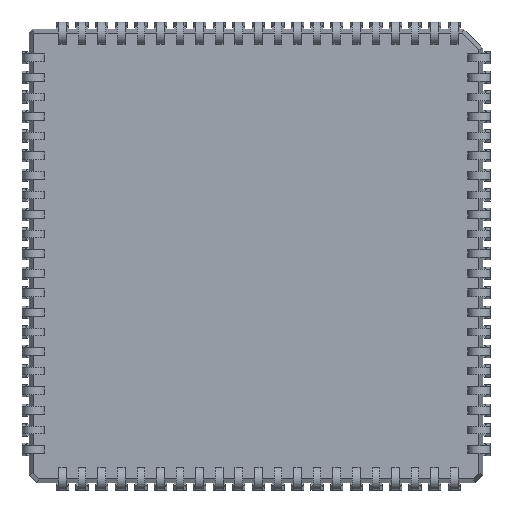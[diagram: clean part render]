
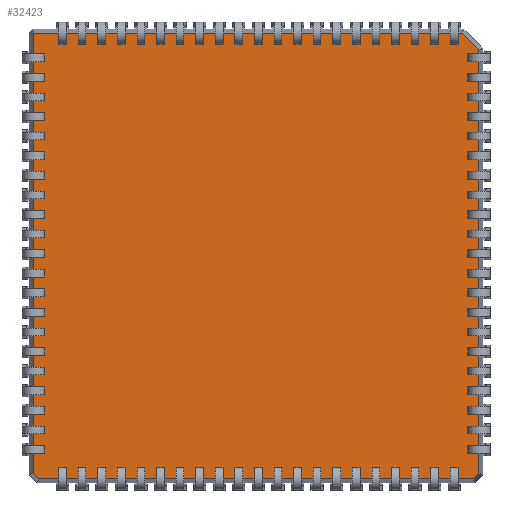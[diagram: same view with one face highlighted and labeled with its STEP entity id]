
A CAD part, front view. The second image highlights one B-rep face of the part: STEP entity #32423.
In plain terms, the highlighted planar face has unit normal (0, -1, 0).
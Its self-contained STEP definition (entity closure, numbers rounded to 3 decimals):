
#16=DIRECTION('',(-0.707,0.,-0.707));
#17=VECTOR('',#16,0.076);
#18=CARTESIAN_POINT('',(-14.401,-2.03,14.455));
#19=LINE('',#18,#17);
#24=DIRECTION('',(-1.,0.,0.));
#25=VECTOR('',#24,27.783);
#26=CARTESIAN_POINT('',(13.381,-2.03,14.455));
#27=LINE('',#26,#25);
#31=DIRECTION('',(-0.707,0.,0.707));
#32=VECTOR('',#31,1.518);
#33=CARTESIAN_POINT('',(14.455,-2.03,13.381));
#34=LINE('',#33,#32);
#38=DIRECTION('',(0.,0.,1.));
#39=VECTOR('',#38,27.483);
#40=CARTESIAN_POINT('',(14.455,-2.03,-14.101));
#41=LINE('',#40,#39);
#45=DIRECTION('',(0.707,0.,0.707));
#46=VECTOR('',#45,0.5);
#47=CARTESIAN_POINT('',(14.101,-2.03,-14.455));
#48=LINE('',#47,#46);
#52=DIRECTION('',(1.,0.,0.));
#53=VECTOR('',#52,28.203);
#54=CARTESIAN_POINT('',(-14.101,-2.03,-14.455));
#55=LINE('',#54,#53);
#59=DIRECTION('',(0.707,0.,-0.707));
#60=VECTOR('',#59,0.5);
#61=CARTESIAN_POINT('',(-14.455,-2.03,-14.101));
#62=LINE('',#61,#60);
#66=DIRECTION('',(0.,0.,-1.));
#67=VECTOR('',#66,28.503);
#68=CARTESIAN_POINT('',(-14.455,-2.03,14.401));
#69=LINE('',#68,#67);
#27556=CARTESIAN_POINT('',(-14.401,-2.03,14.455));
#27557=CARTESIAN_POINT('',(-14.455,-2.03,14.401));
#27558=VERTEX_POINT('',#27556);
#27559=VERTEX_POINT('',#27557);
#27562=CARTESIAN_POINT('',(-14.455,-2.03,-14.101));
#27563=VERTEX_POINT('',#27562);
#27564=CARTESIAN_POINT('',(-14.101,-2.03,-14.455));
#27565=VERTEX_POINT('',#27564);
#27566=CARTESIAN_POINT('',(14.101,-2.03,-14.455));
#27567=VERTEX_POINT('',#27566);
#27568=CARTESIAN_POINT('',(14.455,-2.03,-14.101));
#27569=VERTEX_POINT('',#27568);
#27570=CARTESIAN_POINT('',(14.455,-2.03,13.381));
#27571=VERTEX_POINT('',#27570);
#27572=CARTESIAN_POINT('',(13.381,-2.03,14.455));
#27573=VERTEX_POINT('',#27572);
#32400=CARTESIAN_POINT('',(0.,-2.03,0.));
#32401=DIRECTION('',(0.,1.,0.));
#32402=DIRECTION('',(1.,0.,0.));
#32403=AXIS2_PLACEMENT_3D('',#32400,#32401,#32402);
#32404=PLANE('',#32403);
#32406=ORIENTED_EDGE('',*,*,#32405,.F.);
#32408=ORIENTED_EDGE('',*,*,#32407,.F.);
#32410=ORIENTED_EDGE('',*,*,#32409,.F.);
#32412=ORIENTED_EDGE('',*,*,#32411,.F.);
#32414=ORIENTED_EDGE('',*,*,#32413,.F.);
#32416=ORIENTED_EDGE('',*,*,#32415,.F.);
#32418=ORIENTED_EDGE('',*,*,#32417,.F.);
#32420=ORIENTED_EDGE('',*,*,#32419,.F.);
#32421=EDGE_LOOP('',(#32406,#32408,#32410,#32412,#32414,#32416,#32418,#32420));
#32422=FACE_OUTER_BOUND('',#32421,.F.);
#32423=ADVANCED_FACE('',(#32422),#32404,.F.);
#32405=EDGE_CURVE('',#27558,#27559,#19,.T.);
#32407=EDGE_CURVE('',#27573,#27558,#27,.T.);
#32409=EDGE_CURVE('',#27571,#27573,#34,.T.);
#32411=EDGE_CURVE('',#27569,#27571,#41,.T.);
#32413=EDGE_CURVE('',#27567,#27569,#48,.T.);
#32415=EDGE_CURVE('',#27565,#27567,#55,.T.);
#32417=EDGE_CURVE('',#27563,#27565,#62,.T.);
#32419=EDGE_CURVE('',#27559,#27563,#69,.T.);
